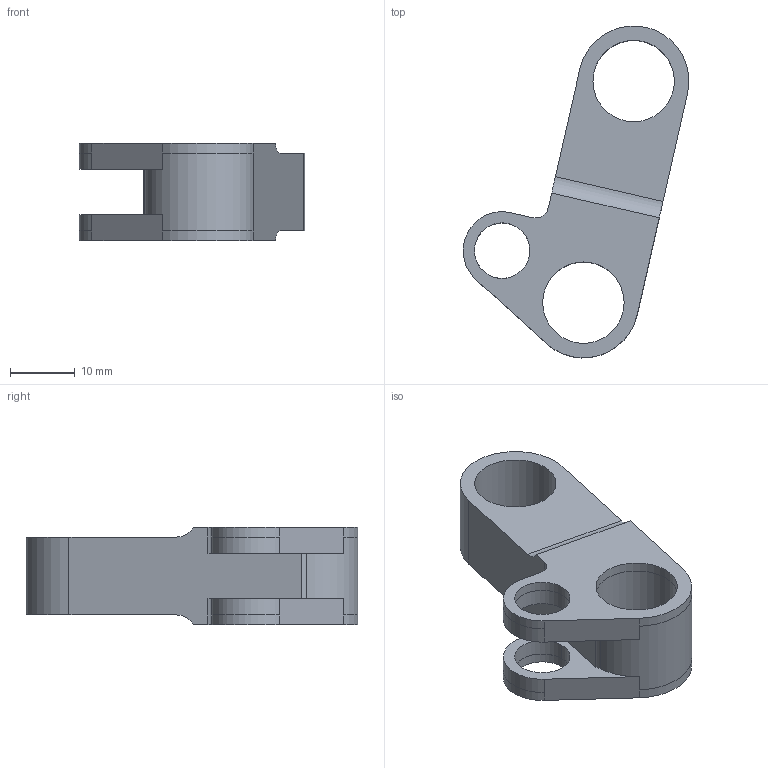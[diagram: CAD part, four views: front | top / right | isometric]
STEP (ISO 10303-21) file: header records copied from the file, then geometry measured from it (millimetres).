
FILE_DESCRIPTION(/* description */ (''),/* implementation_level */ '2;1');
FILE_NAME(/* name */ 'Bellcrank.step',/* time_stamp */ '2026-02-10T13:46:27+03:00',/* author */ (''),/* organization */ (''),/* preprocessor_version */ 'ST-DEVELOPER v20.1',/* originating_system */ 'Autodesk Translation Framework v14.21.0.0',/* authorisation */ '');
FILE_SCHEMA (('AUTOMOTIVE_DESIGN { 1 0 10303 214 3 1 1 }'));
Length unit declared in the file: millimetre
Products named in the file (1): Bellcrank
Bounding box: 34.76 x 51.11 x 15 mm (x, y, z)
Volume: 8365.7 mm3; surface area: 4561.7 mm2
Topology: 1 solids, 1 shells, 35 faces, 98 edges, 65 vertices
Faces by surface type: cylinder 21, plane 14
Full cylindrical faces by diameter (mm): 8.54 x2, 8.555 x2, 12.54 x2, 12.541 x2
Entity records: 1212 total; most frequent: DIRECTION 213, CARTESIAN_POINT 199, ORIENTED_EDGE 196, EDGE_CURVE 98, AXIS2_PLACEMENT_3D 79, VERTEX_POINT 65, LINE 55, VECTOR 55
